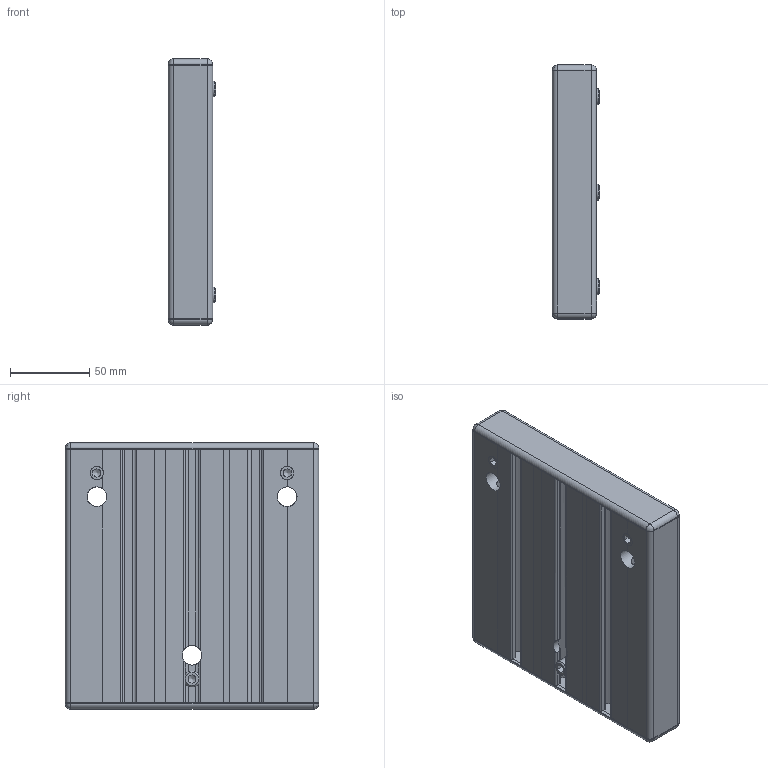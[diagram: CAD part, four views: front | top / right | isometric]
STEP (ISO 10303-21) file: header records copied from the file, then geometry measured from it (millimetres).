
FILE_DESCRIPTION((''),'2;1');
FILE_NAME('SZ0350V_A.stp','2013-08-22T13:45:52',('janine behrens'),(''),'Autodesk Inventor 2012','Autodesk Inventor 2012','');
FILE_SCHEMA(('AUTOMOTIVE_DESIGN { 1 0 10303 214 1 1 1 1 }'));
Length unit declared in the file: millimetre
Products named in the file (4): SZ0350V_A; ME1900350_A1; SZ0043S-A; DK0913100300_A
Assembly tree (6 placements, depth 2):
  SZ0350V_A
    ME1900350_A1
    SZ0043S-A  x2
    DK0913100300_A  x3
Bounding box: 30 x 160 x 168 mm (x, y, z)
Volume: 506484.6 mm3; surface area: 169348.5 mm2
Topology: 6 solids, 6 shells, 453 faces, 1174 edges, 743 vertices
Faces by surface type: cylinder 218, plane 168, cone 37, bspline 22, sphere 8
Full cylindrical faces by diameter (mm): 4 x4, 4.5 x14, 6.4 x14, 6.8 x13, 6.9 x14, 8.376 x3, 10 x17, 12.5 x3
Entity records: 11682 total; most frequent: CARTESIAN_POINT 3322, DIRECTION 1693, ORIENTED_EDGE 1596, EDGE_CURVE 798, AXIS2_PLACEMENT_3D 650, VERTEX_POINT 559, EDGE_LOOP 449, VECTOR 393
